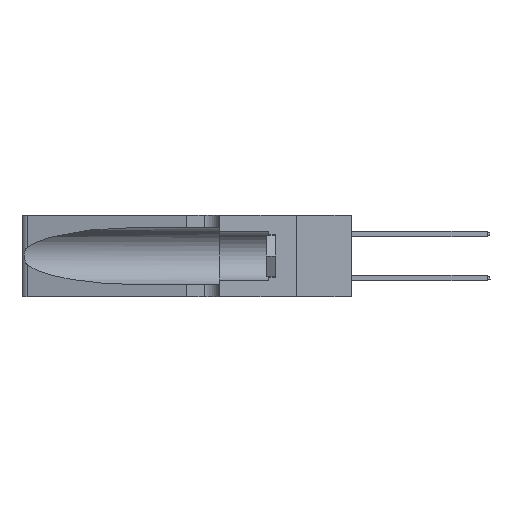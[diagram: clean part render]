
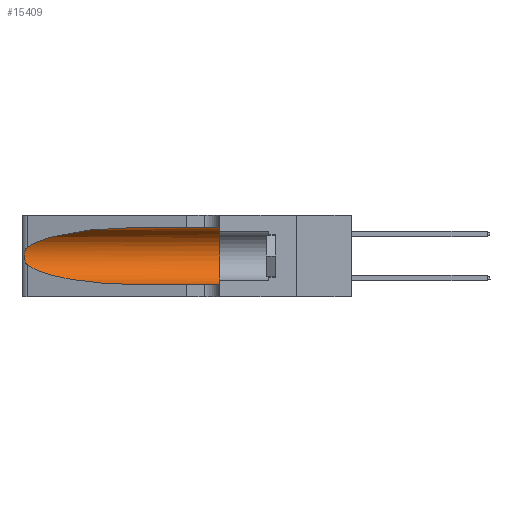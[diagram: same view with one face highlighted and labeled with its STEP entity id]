
A CAD part, left-side view. The second image highlights one B-rep face of the part: STEP entity #15409.
In plain terms, the highlighted cylindrical face has radius 3.308 mm (diameter 6.617 mm), a partial arc.
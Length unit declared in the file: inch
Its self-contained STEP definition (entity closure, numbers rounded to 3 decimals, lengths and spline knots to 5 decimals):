
#135 = ORIENTED_EDGE ( 'NONE', *, *, #12116, .T. ) ;
#726 = CARTESIAN_POINT ( 'NONE',  ( 0.25555, 1.22993, 0.14849 ) ) ;
#1245 = CARTESIAN_POINT ( 'NONE',  ( 0.18966, 0.96281, 0.31525 ) ) ;
#1638 = CARTESIAN_POINT ( 'NONE',  ( 0.2373, 1.15595, 0.08982 ) ) ;
#3165 = CARTESIAN_POINT ( 'NONE',  ( 0.1305, 0.35, 0.05475 ) ) ;
#3477 = ORIENTED_EDGE ( 'NONE', *, *, #16504, .F. ) ;
#4378 =( BOUNDED_CURVE ( )  B_SPLINE_CURVE ( 3, ( #31027, #1245, #20976, #18485 ),
 .UNSPECIFIED., .F., .F. ) 
 B_SPLINE_CURVE_WITH_KNOTS ( ( 4, 4 ),
 ( 1.5708, 2.84003 ),
 .UNSPECIFIED. ) 
 CURVE ( )  GEOMETRIC_REPRESENTATION_ITEM ( )  RATIONAL_B_SPLINE_CURVE ( ( 1., 0.87, 0.87, 1. ) ) 
 REPRESENTATION_ITEM ( '' )  );
#4540 = AXIS2_PLACEMENT_3D ( 'NONE', #4571, #14733, #19456 ) ;
#4571 = CARTESIAN_POINT ( 'NONE',  ( 0.1305, 0.35, 0.185 ) ) ;
#8178 = VERTEX_POINT ( 'NONE', #3165 ) ;
#9228 = EDGE_CURVE ( 'NONE', #9423, #8178, #19900, .T. ) ;
#9417 = EDGE_CURVE ( 'NONE', #20907, #9807, #15848, .T. ) ;
#9423 = VERTEX_POINT ( 'NONE', #15425 ) ;
#9807 = VERTEX_POINT ( 'NONE', #15613 ) ;
#9909 = CARTESIAN_POINT ( 'NONE',  ( 0.25555, 1.22994, 0.2215 ) ) ;
#11165 = FACE_OUTER_BOUND ( 'NONE', #18992, .T. ) ;
#11405 = LINE ( 'NONE', #29549, #16443 ) ;
#12116 = EDGE_CURVE ( 'NONE', #29052, #20907, #4378, .T. ) ;
#12197 = CARTESIAN_POINT ( 'NONE',  ( 0.25789, 1.23486, 0.15765 ) ) ;
#12218 = DIRECTION ( 'NONE',  ( 0., 0., -1. ) ) ;
#12417 = CARTESIAN_POINT ( 'NONE',  ( 0.26017, 1.23833, 0.17102 ) ) ;
#13055 =( BOUNDED_CURVE ( )  B_SPLINE_CURVE ( 3, ( #23936, #1638, #18874, #26331 ),
 .UNSPECIFIED., .F., .F. ) 
 B_SPLINE_CURVE_WITH_KNOTS ( ( 4, 4 ),
 ( 3.44316, 4.71239 ),
 .UNSPECIFIED. ) 
 CURVE ( )  GEOMETRIC_REPRESENTATION_ITEM ( )  RATIONAL_B_SPLINE_CURVE ( ( 1., 0.87, 0.87, 1. ) ) 
 REPRESENTATION_ITEM ( '' )  );
#14214 = VECTOR ( 'NONE', #22968, 39.37008 ) ;
#14625 = CARTESIAN_POINT ( 'NONE',  ( 0.25487, 1.22718, 0.22369 ) ) ;
#14713 = CARTESIAN_POINT ( 'NONE',  ( 0.26075, 1.23896, 0.178 ) ) ;
#14733 = DIRECTION ( 'NONE',  ( 0., 1., 0. ) ) ;
#14815 = AXIS2_PLACEMENT_3D ( 'NONE', #29389, #22139, #12218 ) ;
#15012 = CARTESIAN_POINT ( 'NONE',  ( 0.25787, 1.23484, 0.2124 ) ) ;
#15409 = ADVANCED_FACE ( 'NONE', ( #11165 ), #28117, .F. ) ;
#15425 = CARTESIAN_POINT ( 'NONE',  ( 0.1305, 0.35, 0.31525 ) ) ;
#15613 = CARTESIAN_POINT ( 'NONE',  ( 0.25487, 1.22718, 0.14631 ) ) ;
#15848 = B_SPLINE_CURVE_WITH_KNOTS ( 'NONE', 3,
 ( #17261, #9909, #17366, #15012, #22507, #24488, #27190, #14713, #12417, #26971, #12197, #27595, #726, #27917 ),
 .UNSPECIFIED., .F., .F.,
 ( 4, 2, 2, 2, 2, 2, 4 ),
 ( 0., 0.00027, 0.00053, 0.00107, 0.0016, 0.00187, 0.00214 ),
 .UNSPECIFIED. ) ;
#16392 = CARTESIAN_POINT ( 'NONE',  ( 0.1305, 0.72297, 0.05475 ) ) ;
#16443 = VECTOR ( 'NONE', #24458, 39.37008 ) ;
#16504 = EDGE_CURVE ( 'NONE', #29052, #9423, #25719, .T. ) ;
#17147 = CARTESIAN_POINT ( 'NONE',  ( 0.1305, 0.72297, 0.31525 ) ) ;
#17261 = CARTESIAN_POINT ( 'NONE',  ( 0.25487, 1.22718, 0.22369 ) ) ;
#17366 = CARTESIAN_POINT ( 'NONE',  ( 0.25639, 1.23184, 0.21858 ) ) ;
#18485 = CARTESIAN_POINT ( 'NONE',  ( 0.25487, 1.22718, 0.22369 ) ) ;
#18598 = ORIENTED_EDGE ( 'NONE', *, *, #21759, .T. ) ;
#18874 = CARTESIAN_POINT ( 'NONE',  ( 0.18966, 0.96281, 0.05475 ) ) ;
#18992 = EDGE_LOOP ( 'NONE', ( #135, #29731, #24908, #18598, #31866, #3477 ) ) ;
#19456 = DIRECTION ( 'NONE',  ( 0., 0., 1. ) ) ;
#19900 = CIRCLE ( 'NONE', #4540, 0.13025 ) ;
#20907 = VERTEX_POINT ( 'NONE', #14625 ) ;
#20976 = CARTESIAN_POINT ( 'NONE',  ( 0.2373, 1.15595, 0.28018 ) ) ;
#21759 = EDGE_CURVE ( 'NONE', #29503, #8178, #11405, .T. ) ;
#22139 = DIRECTION ( 'NONE',  ( 0., -1., 0. ) ) ;
#22507 = CARTESIAN_POINT ( 'NONE',  ( 0.25854, 1.2359, 0.20912 ) ) ;
#22859 = CARTESIAN_POINT ( 'NONE',  ( 0.1305, 1.61858, 0.31525 ) ) ;
#22968 = DIRECTION ( 'NONE',  ( 0., -1., 0. ) ) ;
#23936 = CARTESIAN_POINT ( 'NONE',  ( 0.25487, 1.22718, 0.14631 ) ) ;
#24458 = DIRECTION ( 'NONE',  ( 0., -1., 0. ) ) ;
#24488 = CARTESIAN_POINT ( 'NONE',  ( 0.26018, 1.23835, 0.19895 ) ) ;
#24908 = ORIENTED_EDGE ( 'NONE', *, *, #29874, .T. ) ;
#25719 = LINE ( 'NONE', #22859, #14214 ) ;
#26331 = CARTESIAN_POINT ( 'NONE',  ( 0.1305, 0.72297, 0.05475 ) ) ;
#26971 = CARTESIAN_POINT ( 'NONE',  ( 0.25856, 1.23593, 0.16098 ) ) ;
#27190 = CARTESIAN_POINT ( 'NONE',  ( 0.26075, 1.23896, 0.19203 ) ) ;
#27595 = CARTESIAN_POINT ( 'NONE',  ( 0.25639, 1.23186, 0.15144 ) ) ;
#27917 = CARTESIAN_POINT ( 'NONE',  ( 0.25487, 1.22718, 0.14631 ) ) ;
#28117 = CYLINDRICAL_SURFACE ( 'NONE', #14815, 0.13025 ) ;
#29052 = VERTEX_POINT ( 'NONE', #17147 ) ;
#29389 = CARTESIAN_POINT ( 'NONE',  ( 0.1305, 1.61858, 0.185 ) ) ;
#29503 = VERTEX_POINT ( 'NONE', #16392 ) ;
#29549 = CARTESIAN_POINT ( 'NONE',  ( 0.1305, 1.61858, 0.05475 ) ) ;
#29731 = ORIENTED_EDGE ( 'NONE', *, *, #9417, .T. ) ;
#29874 = EDGE_CURVE ( 'NONE', #9807, #29503, #13055, .T. ) ;
#31027 = CARTESIAN_POINT ( 'NONE',  ( 0.1305, 0.72297, 0.31525 ) ) ;
#31866 = ORIENTED_EDGE ( 'NONE', *, *, #9228, .F. ) ;
